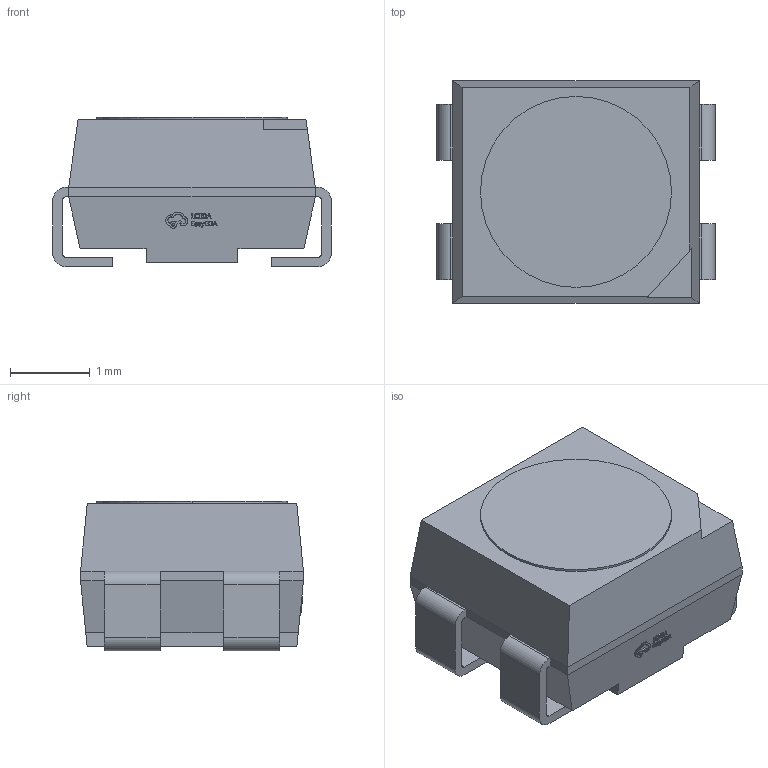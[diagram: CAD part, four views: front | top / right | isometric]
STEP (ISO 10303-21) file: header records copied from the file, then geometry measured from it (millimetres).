
FILE_DESCRIPTION(('FreeCAD Model'),'2;1');
FILE_NAME('Open CASCADE Shape Model','2024-07-22T18:04:02',('Author'),( ''),'Open CASCADE STEP processor 7.5','FreeCAD','Unknown');
FILE_SCHEMA(('AUTOMOTIVE_DESIGN { 1 0 10303 214 1 1 1 1 }'));
Length unit declared in the file: millimetre
Products named in the file (4): PCBModel; l8V6-LED1; LED-SMD_4P-L3.5-W2.8-BR-1; SOLID
Assembly tree (3 placements, depth 4):
  PCBModel
    l8V6-LED1
      LED-SMD_4P-L3.5-W2.8-BR-1
        SOLID
Bounding box: 3.5 x 2.8 x 1.88 mm (x, y, z)
Volume: 14.4 mm3; surface area: 46 mm2
Topology: 1 solids, 1 shells, 363 faces, 978 edges, 644 vertices
Faces by surface type: plane 231, bspline 114, cylinder 18
Entity records: 28111 total; most frequent: CARTESIAN_POINT 7773, DIRECTION 2764, LINE 2166, VECTOR 2166, ORIENTED_EDGE 1956, PCURVE 1956, DEFINITIONAL_REPRESENTATION 1956, EDGE_CURVE 978
